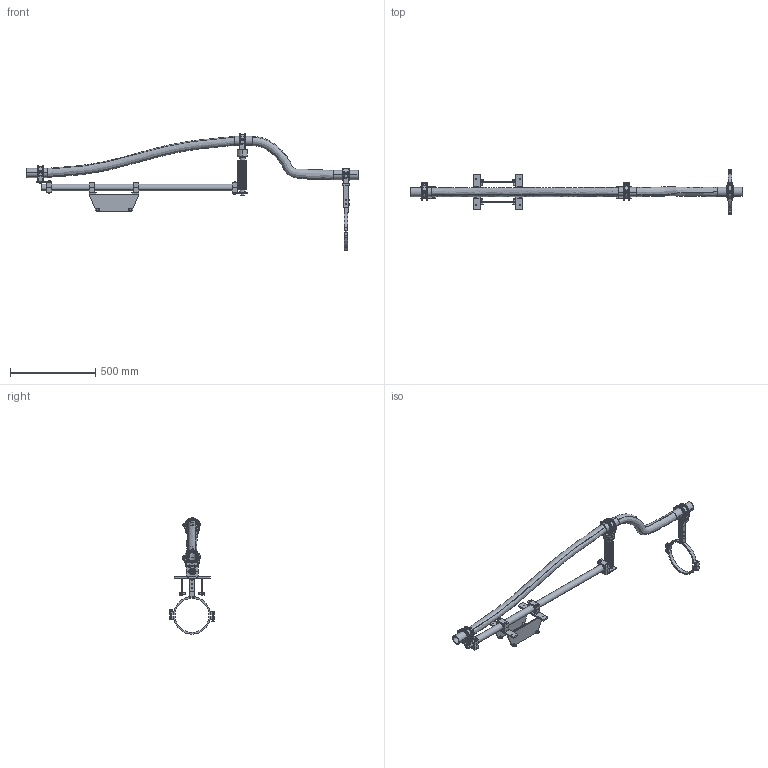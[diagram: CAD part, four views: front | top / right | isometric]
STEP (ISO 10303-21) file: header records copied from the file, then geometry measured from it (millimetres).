
FILE_DESCRIPTION (( 'STEP AP203' ), '1' );
FILE_NAME ('P2150.STEP', '2020-04-27T04:54:55', ( '' ), ( '' ), 'SwSTEP 2.0', 'SolidWorks 2019', '' );
FILE_SCHEMA (( 'CONFIG_CONTROL_DESIGN' ));
Length unit declared in the file: millimetre
Products named in the file (1): P2150
Bounding box: 1952.9 x 264.96 x 683.84 mm (x, y, z)
Volume: 3201712.1 mm3; surface area: 1658282.5 mm2
Topology: 72 solids, 72 shells, 3031 faces, 7752 edges, 5038 vertices
Faces by surface type: plane 1186, cylinder 812, bspline 788, cone 121, torus 88, sphere 36
Entity records: 148578 total; most frequent: CARTESIAN_POINT 80912, ORIENTED_EDGE 15348, DIRECTION 11559, EDGE_CURVE 7674, VERTEX_POINT 5002, AXIS2_PLACEMENT_3D 3985, VECTOR 3589, LINE 3589
